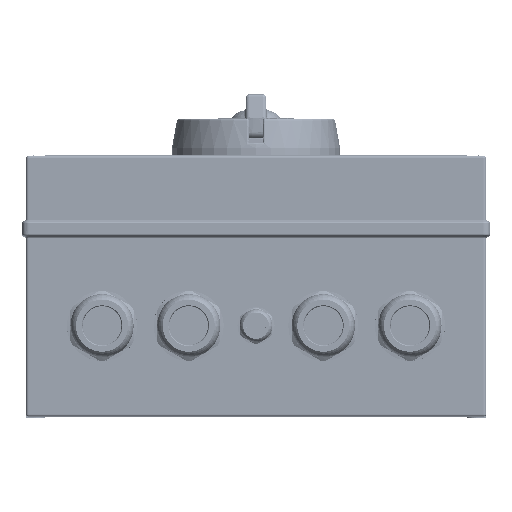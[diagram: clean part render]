
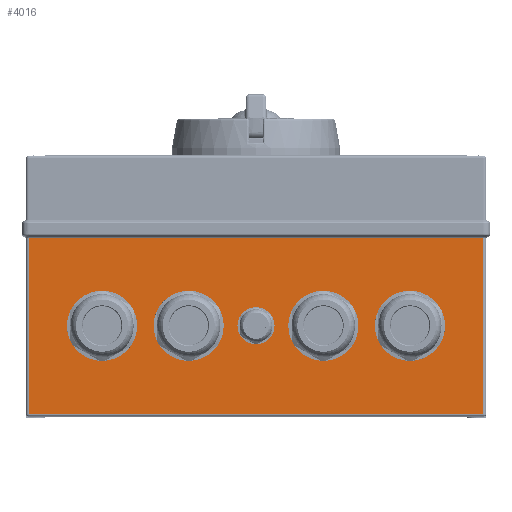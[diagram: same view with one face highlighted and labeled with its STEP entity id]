
A CAD part, top view. The second image highlights one B-rep face of the part: STEP entity #4016.
In plain terms, the highlighted face is planar.
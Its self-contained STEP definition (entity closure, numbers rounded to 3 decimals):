
#4016 = ADVANCED_FACE ( 'NONE', ( #108703, #108705, #108707, #108709, #108702, #108704 ), #108711, .T. ) ;
#7336 = EDGE_CURVE ( 'NONE', #120640, #120638, #63743, .T. ) ;
#7344 = EDGE_CURVE ( 'NONE', #120617, #120612, #63756, .T. ) ;
#7352 = EDGE_CURVE ( 'NONE', #120603, #120600, #63766, .T. ) ;
#7360 = EDGE_CURVE ( 'NONE', #128537, #128536, #63776, .T. ) ;
#7368 = EDGE_CURVE ( 'NONE', #128499, #128526, #63786, .T. ) ;
#22343 = CARTESIAN_POINT ( 'NONE',  ( -167.25, -68.8, 49. ) ) ;
#22346 = DIRECTION ( 'NONE',  ( -1., 0., 0. ) ) ;
#22349 = DIRECTION ( 'NONE',  ( 0., 0., 1. ) ) ;
#22354 = CARTESIAN_POINT ( 'NONE',  ( -167.25, -68.8, 112. ) ) ;
#22357 = DIRECTION ( 'NONE',  ( -1., 0., 0. ) ) ;
#22360 = DIRECTION ( 'NONE',  ( 0., 0., 1. ) ) ;
#22363 = LINE ( 'NONE', #22386, #25435 ) ;
#22366 = CARTESIAN_POINT ( 'NONE',  ( -167.25, -68.8, -49. ) ) ;
#22369 = DIRECTION ( 'NONE',  ( -1., 0., 0. ) ) ;
#22372 = DIRECTION ( 'NONE',  ( 0., 0., 1. ) ) ;
#22374 = CARTESIAN_POINT ( 'NONE',  ( -167.25, -134.8, -165.45 ) ) ;
#22378 = CARTESIAN_POINT ( 'NONE',  ( -167.25, -68.8, -112. ) ) ;
#22381 = DIRECTION ( 'NONE',  ( -1., 0., 0. ) ) ;
#22384 = DIRECTION ( 'NONE',  ( 0., 0., 1. ) ) ;
#22386 = CARTESIAN_POINT ( 'NONE',  ( -167.25, -133.3, 165.45 ) ) ;
#22388 = LINE ( 'NONE', #22374, #25424 ) ;
#22391 = CARTESIAN_POINT ( 'NONE',  ( -167.25, -68.8, 0. ) ) ;
#22394 = DIRECTION ( 'NONE',  ( -1., 0., 0. ) ) ;
#22397 = DIRECTION ( 'NONE',  ( 0., 0., 1. ) ) ;
#22399 = LINE ( 'NONE', #22423, #25441 ) ;
#22401 = DIRECTION ( 'NONE',  ( 0., -1., 0. ) ) ;
#22410 = DIRECTION ( 'NONE',  ( 0., 0., 1. ) ) ;
#22412 = LINE ( 'NONE', #22418, #25439 ) ;
#22418 = CARTESIAN_POINT ( 'NONE',  ( -167.25, -134.8, 165.45 ) ) ;
#22421 = DIRECTION ( 'NONE',  ( 0., 1., 0. ) ) ;
#22423 = CARTESIAN_POINT ( 'NONE',  ( -167.25, -4.994, -167.25 ) ) ;
#22429 = DIRECTION ( 'NONE',  ( 0., 0., -1. ) ) ;
#24538 = CARTESIAN_POINT ( 'NONE',  ( -167.25, -68.8, 49. ) ) ;
#24540 = DIRECTION ( 'NONE',  ( -1., 0., 0. ) ) ;
#24541 = DIRECTION ( 'NONE',  ( 0., 0., 1. ) ) ;
#24597 = CARTESIAN_POINT ( 'NONE',  ( -167.25, -68.8, 112. ) ) ;
#24599 = DIRECTION ( 'NONE',  ( -1., 0., 0. ) ) ;
#24601 = DIRECTION ( 'NONE',  ( 0., 0., 1. ) ) ;
#24657 = CARTESIAN_POINT ( 'NONE',  ( -167.25, -68.8, -49. ) ) ;
#24658 = DIRECTION ( 'NONE',  ( -1., 0., 0. ) ) ;
#24659 = DIRECTION ( 'NONE',  ( 0., 0., 1. ) ) ;
#24689 = CARTESIAN_POINT ( 'NONE',  ( -167.25, -68.8, -112. ) ) ;
#24690 = DIRECTION ( 'NONE',  ( -1., 0., 0. ) ) ;
#24691 = DIRECTION ( 'NONE',  ( 0., 0., 1. ) ) ;
#24721 = CARTESIAN_POINT ( 'NONE',  ( -167.25, -68.8, 0. ) ) ;
#24722 = DIRECTION ( 'NONE',  ( -1., 0., 0. ) ) ;
#24723 = DIRECTION ( 'NONE',  ( 0., 0., 1. ) ) ;
#25415 = CIRCLE ( 'NONE', #25422, 20. ) ;
#25418 = CIRCLE ( 'NONE', #25426, 20. ) ;
#25420 = CIRCLE ( 'NONE', #25430, 20. ) ;
#25422 = AXIS2_PLACEMENT_3D ( 'NONE', #22343, #22346, #22349 ) ;
#25424 = VECTOR ( 'NONE', #22401, 1000. ) ;
#25426 = AXIS2_PLACEMENT_3D ( 'NONE', #22354, #22357, #22360 ) ;
#25428 = CIRCLE ( 'NONE', #25433, 20. ) ;
#25430 = AXIS2_PLACEMENT_3D ( 'NONE', #22366, #22369, #22372 ) ;
#25432 = CIRCLE ( 'NONE', #25437, 10. ) ;
#25433 = AXIS2_PLACEMENT_3D ( 'NONE', #22378, #22381, #22384 ) ;
#25435 = VECTOR ( 'NONE', #22410, 1000. ) ;
#25437 = AXIS2_PLACEMENT_3D ( 'NONE', #22391, #22394, #22397 ) ;
#25439 = VECTOR ( 'NONE', #22421, 1000. ) ;
#25441 = VECTOR ( 'NONE', #22429, 1000. ) ;
#63743 = CIRCLE ( 'NONE', #63746, 20. ) ;
#63746 = AXIS2_PLACEMENT_3D ( 'NONE', #24538, #24540, #24541 ) ;
#63751 = AXIS2_PLACEMENT_3D ( 'NONE', #24597, #24599, #24601 ) ;
#63756 = CIRCLE ( 'NONE', #63751, 20. ) ;
#63761 = AXIS2_PLACEMENT_3D ( 'NONE', #24657, #24658, #24659 ) ;
#63766 = CIRCLE ( 'NONE', #63761, 20. ) ;
#63771 = AXIS2_PLACEMENT_3D ( 'NONE', #24689, #24690, #24691 ) ;
#63776 = CIRCLE ( 'NONE', #63771, 20. ) ;
#63781 = AXIS2_PLACEMENT_3D ( 'NONE', #24721, #24722, #24723 ) ;
#63786 = CIRCLE ( 'NONE', #63781, 10. ) ;
#63895 = CARTESIAN_POINT ( 'NONE',  ( -167.25, -133.3, -165.45 ) ) ;
#64197 = CARTESIAN_POINT ( 'NONE',  ( -167.25, -4.994, -165.45 ) ) ;
#64313 = CARTESIAN_POINT ( 'NONE',  ( -167.25, -133.3, 165.45 ) ) ;
#65353 = CARTESIAN_POINT ( 'NONE',  ( -167.25, -68.8, -69. ) ) ;
#65361 = CARTESIAN_POINT ( 'NONE',  ( -167.25, -68.8, 92. ) ) ;
#65365 = CARTESIAN_POINT ( 'NONE',  ( -167.25, -68.8, -29. ) ) ;
#65369 = CARTESIAN_POINT ( 'NONE',  ( -167.25, -68.8, 132. ) ) ;
#65377 = CARTESIAN_POINT ( 'NONE',  ( -167.25, -68.8, 69. ) ) ;
#65383 = CARTESIAN_POINT ( 'NONE',  ( -167.25, -68.8, 29. ) ) ;
#66091 = CARTESIAN_POINT ( 'NONE',  ( -167.25, -68.8, -10. ) ) ;
#66145 = CARTESIAN_POINT ( 'NONE',  ( -167.25, -68.8, 10. ) ) ;
#66165 = CARTESIAN_POINT ( 'NONE',  ( -167.25, -68.8, -92. ) ) ;
#66167 = CARTESIAN_POINT ( 'NONE',  ( -167.25, -68.8, -132. ) ) ;
#68732 = CARTESIAN_POINT ( 'NONE',  ( -167.25, -4.994, 165.45 ) ) ;
#72506 = AXIS2_PLACEMENT_3D ( 'NONE', #108708, #108712, #108713 ) ;
#102411 = VERTEX_POINT ( 'NONE', #68732 ) ;
#102522 = VERTEX_POINT ( 'NONE', #63895 ) ;
#102712 = VERTEX_POINT ( 'NONE', #64197 ) ;
#102819 = VERTEX_POINT ( 'NONE', #64313 ) ;
#108702 = FACE_BOUND ( 'NONE', #149459, .T. ) ;
#108703 = FACE_BOUND ( 'NONE', #150309, .T. ) ;
#108704 = FACE_OUTER_BOUND ( 'NONE', #149464, .T. ) ;
#108705 = FACE_BOUND ( 'NONE', #149457, .T. ) ;
#108707 = FACE_BOUND ( 'NONE', #150497, .T. ) ;
#108708 = CARTESIAN_POINT ( 'NONE',  ( -167.25, -134.8, -167.25 ) ) ;
#108709 = FACE_BOUND ( 'NONE', #149487, .T. ) ;
#108711 = PLANE ( 'NONE',  #72506 ) ;
#108712 = DIRECTION ( 'NONE',  ( -1., 0., 0. ) ) ;
#108713 = DIRECTION ( 'NONE',  ( 0., 0., 1. ) ) ;
#120600 = VERTEX_POINT ( 'NONE', #65365 ) ;
#120603 = VERTEX_POINT ( 'NONE', #65353 ) ;
#120612 = VERTEX_POINT ( 'NONE', #65369 ) ;
#120617 = VERTEX_POINT ( 'NONE', #65361 ) ;
#120638 = VERTEX_POINT ( 'NONE', #65377 ) ;
#120640 = VERTEX_POINT ( 'NONE', #65383 ) ;
#128499 = VERTEX_POINT ( 'NONE', #66091 ) ;
#128526 = VERTEX_POINT ( 'NONE', #66145 ) ;
#128536 = VERTEX_POINT ( 'NONE', #66165 ) ;
#128537 = VERTEX_POINT ( 'NONE', #66167 ) ;
#136231 = ORIENTED_EDGE ( 'NONE', *, *, #150669, .F. ) ;
#136233 = ORIENTED_EDGE ( 'NONE', *, *, #7336, .F. ) ;
#136234 = ORIENTED_EDGE ( 'NONE', *, *, #150671, .F. ) ;
#136235 = ORIENTED_EDGE ( 'NONE', *, *, #7344, .F. ) ;
#136237 = ORIENTED_EDGE ( 'NONE', *, *, #150674, .F. ) ;
#136239 = ORIENTED_EDGE ( 'NONE', *, *, #7352, .F. ) ;
#136241 = ORIENTED_EDGE ( 'NONE', *, *, #150676, .F. ) ;
#136242 = ORIENTED_EDGE ( 'NONE', *, *, #7360, .F. ) ;
#136244 = ORIENTED_EDGE ( 'NONE', *, *, #150678, .F. ) ;
#136246 = ORIENTED_EDGE ( 'NONE', *, *, #7368, .F. ) ;
#136247 = ORIENTED_EDGE ( 'NONE', *, *, #150681, .T. ) ;
#136249 = ORIENTED_EDGE ( 'NONE', *, *, #150683, .T. ) ;
#136250 = ORIENTED_EDGE ( 'NONE', *, *, #150685, .T. ) ;
#136252 = ORIENTED_EDGE ( 'NONE', *, *, #150688, .T. ) ;
#149457 = EDGE_LOOP ( 'NONE', ( #136234, #136235 ) ) ;
#149459 = EDGE_LOOP ( 'NONE', ( #136244, #136246 ) ) ;
#149464 = EDGE_LOOP ( 'NONE', ( #136247, #136249, #136250, #136252 ) ) ;
#149487 = EDGE_LOOP ( 'NONE', ( #136241, #136242 ) ) ;
#150309 = EDGE_LOOP ( 'NONE', ( #136231, #136233 ) ) ;
#150497 = EDGE_LOOP ( 'NONE', ( #136237, #136239 ) ) ;
#150669 = EDGE_CURVE ( 'NONE', #120638, #120640, #25415, .T. ) ;
#150671 = EDGE_CURVE ( 'NONE', #120612, #120617, #25418, .T. ) ;
#150674 = EDGE_CURVE ( 'NONE', #120600, #120603, #25420, .T. ) ;
#150676 = EDGE_CURVE ( 'NONE', #128536, #128537, #25428, .T. ) ;
#150678 = EDGE_CURVE ( 'NONE', #128526, #128499, #25432, .T. ) ;
#150681 = EDGE_CURVE ( 'NONE', #102712, #102522, #22388, .T. ) ;
#150683 = EDGE_CURVE ( 'NONE', #102522, #102819, #22363, .T. ) ;
#150685 = EDGE_CURVE ( 'NONE', #102819, #102411, #22412, .T. ) ;
#150688 = EDGE_CURVE ( 'NONE', #102411, #102712, #22399, .T. ) ;
